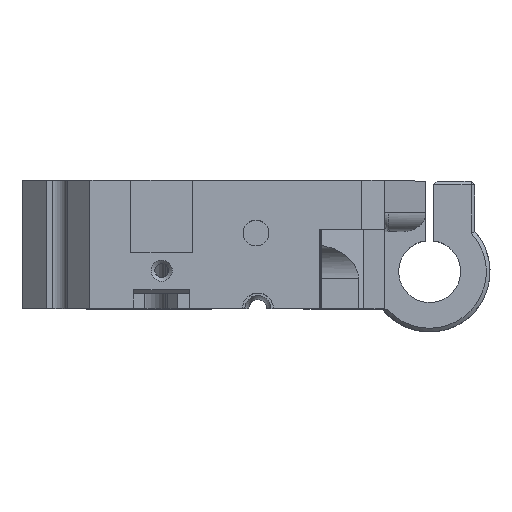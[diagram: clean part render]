
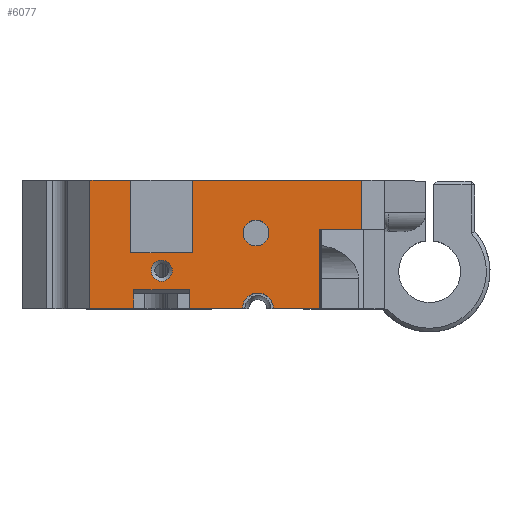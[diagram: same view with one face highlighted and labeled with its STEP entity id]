
A CAD part, top view. The second image highlights one B-rep face of the part: STEP entity #6077.
In plain terms, the highlighted planar face has unit normal (0, 0, 1).
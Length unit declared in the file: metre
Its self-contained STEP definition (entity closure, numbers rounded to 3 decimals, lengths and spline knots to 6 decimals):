
#181=LINE('',#8450,#774);
#349=LINE('',#9077,#942);
#375=LINE('',#9146,#968);
#421=LINE('',#9352,#1014);
#424=LINE('',#9357,#1017);
#440=LINE('',#9389,#1033);
#442=LINE('',#9395,#1035);
#443=LINE('',#9396,#1036);
#444=LINE('',#9398,#1037);
#445=LINE('',#9400,#1038);
#446=LINE('',#9404,#1039);
#447=LINE('',#9406,#1040);
#448=LINE('',#9408,#1041);
#449=LINE('',#9410,#1042);
#450=LINE('',#9411,#1043);
#774=VECTOR('',#6852,1.);
#942=VECTOR('',#7260,1.);
#968=VECTOR('',#7304,1.);
#1014=VECTOR('',#7392,1.);
#1017=VECTOR('',#7395,1.);
#1033=VECTOR('',#7415,1.);
#1035=VECTOR('',#7421,1.);
#1036=VECTOR('',#7422,1.);
#1037=VECTOR('',#7423,1.);
#1038=VECTOR('',#7424,1.);
#1039=VECTOR('',#7427,1.);
#1040=VECTOR('',#7428,1.);
#1041=VECTOR('',#7429,1.);
#1042=VECTOR('',#7430,1.);
#1043=VECTOR('',#7431,1.);
#1435=PLANE('',#6489);
#2192=ORIENTED_EDGE('',*,*,#3712,.F.);
#2193=ORIENTED_EDGE('',*,*,#3806,.T.);
#2194=ORIENTED_EDGE('',*,*,#3804,.T.);
#2195=ORIENTED_EDGE('',*,*,#3681,.T.);
#2196=ORIENTED_EDGE('',*,*,#3785,.T.);
#2197=ORIENTED_EDGE('',*,*,#3448,.T.);
#2198=ORIENTED_EDGE('',*,*,#3807,.F.);
#2199=ORIENTED_EDGE('',*,*,#3711,.T.);
#2200=ORIENTED_EDGE('',*,*,#3808,.F.);
#2201=ORIENTED_EDGE('',*,*,#3809,.T.);
#2202=ORIENTED_EDGE('',*,*,#3810,.F.);
#2203=ORIENTED_EDGE('',*,*,#3811,.T.);
#2204=ORIENTED_EDGE('',*,*,#3812,.F.);
#2205=ORIENTED_EDGE('',*,*,#3813,.F.);
#2206=ORIENTED_EDGE('',*,*,#3814,.F.);
#2207=ORIENTED_EDGE('',*,*,#3815,.F.);
#2208=ORIENTED_EDGE('',*,*,#3788,.T.);
#2209=ORIENTED_EDGE('',*,*,#3816,.T.);
#3448=EDGE_CURVE('',#4345,#4348,#181,.T.);
#3681=EDGE_CURVE('',#4522,#4520,#349,.T.);
#3711=EDGE_CURVE('',#4541,#4544,#375,.T.);
#3712=EDGE_CURVE('',#4545,#4545,#4991,.T.);
#3785=EDGE_CURVE('',#4520,#4345,#421,.T.);
#3788=EDGE_CURVE('',#4608,#4607,#424,.T.);
#3804=EDGE_CURVE('',#4622,#4522,#440,.T.);
#3806=EDGE_CURVE('',#4623,#4623,#5003,.T.);
#3807=EDGE_CURVE('',#4541,#4348,#442,.T.);
#3808=EDGE_CURVE('',#4624,#4544,#443,.T.);
#3809=EDGE_CURVE('',#4624,#4625,#444,.T.);
#3810=EDGE_CURVE('',#4626,#4625,#445,.T.);
#3811=EDGE_CURVE('',#4626,#4627,#5004,.T.);
#3812=EDGE_CURVE('',#4628,#4627,#446,.T.);
#3813=EDGE_CURVE('',#4629,#4628,#447,.T.);
#3814=EDGE_CURVE('',#4630,#4629,#448,.T.);
#3815=EDGE_CURVE('',#4608,#4630,#449,.T.);
#3816=EDGE_CURVE('',#4607,#4622,#450,.T.);
#4345=VERTEX_POINT('',#8444);
#4348=VERTEX_POINT('',#8449);
#4520=VERTEX_POINT('',#9075);
#4522=VERTEX_POINT('',#9078);
#4541=VERTEX_POINT('',#9139);
#4544=VERTEX_POINT('',#9145);
#4545=VERTEX_POINT('',#9149);
#4607=VERTEX_POINT('',#9356);
#4608=VERTEX_POINT('',#9358);
#4622=VERTEX_POINT('',#9390);
#4623=VERTEX_POINT('',#9394);
#4624=VERTEX_POINT('',#9397);
#4625=VERTEX_POINT('',#9399);
#4626=VERTEX_POINT('',#9401);
#4627=VERTEX_POINT('',#9403);
#4628=VERTEX_POINT('',#9405);
#4629=VERTEX_POINT('',#9407);
#4630=VERTEX_POINT('',#9409);
#4991=CIRCLE('',#6467,0.0014);
#5003=CIRCLE('',#6490,0.0017);
#5004=CIRCLE('',#6491,0.00205);
#5252=EDGE_LOOP('',(#2192));
#5253=EDGE_LOOP('',(#2193));
#5254=EDGE_LOOP('',(#2194,#2195,#2196,#2197,#2198,#2199,#2200,#2201,#2202,
#2203,#2204,#2205,#2206,#2207,#2208,#2209));
#5667=FACE_BOUND('',#5252,.T.);
#5668=FACE_BOUND('',#5253,.T.);
#5669=FACE_BOUND('',#5254,.T.);
#6077=ADVANCED_FACE('',(#5667,#5668,#5669),#1435,.T.);
#6467=AXIS2_PLACEMENT_3D('',#9148,#7307,#7308);
#6489=AXIS2_PLACEMENT_3D('',#9392,#7417,#7418);
#6490=AXIS2_PLACEMENT_3D('',#9393,#7419,#7420);
#6491=AXIS2_PLACEMENT_3D('',#9402,#7425,#7426);
#6852=DIRECTION('',(0.,-1.,0.));
#7260=DIRECTION('',(0.,1.,0.));
#7304=DIRECTION('',(0.,1.,0.));
#7307=DIRECTION('',(0.,0.,1.));
#7308=DIRECTION('',(1.,0.,0.));
#7392=DIRECTION('',(-1.,0.,0.));
#7395=DIRECTION('',(-1.,0.,0.));
#7415=DIRECTION('',(-1.,0.,0.));
#7417=DIRECTION('',(0.,0.,1.));
#7418=DIRECTION('',(-1.,0.,0.));
#7419=DIRECTION('',(0.,0.,-1.));
#7420=DIRECTION('',(1.,0.,0.));
#7421=DIRECTION('',(-1.,0.,0.));
#7422=DIRECTION('',(-1.,0.,0.));
#7423=DIRECTION('',(0.,-1.,0.));
#7424=DIRECTION('',(-1.,0.,0.));
#7425=DIRECTION('',(0.,0.,-1.));
#7426=DIRECTION('',(-1.,0.,0.));
#7427=DIRECTION('',(-1.,0.,0.));
#7428=DIRECTION('',(0.,-1.,0.));
#7429=DIRECTION('',(-1.,0.,0.));
#7430=DIRECTION('',(0.,-1.,0.));
#7431=DIRECTION('',(0.,-1.,0.));
#8444=CARTESIAN_POINT('',(-0.022,0.026665,0.09741));
#8449=CARTESIAN_POINT('',(-0.022,0.009665,0.09741));
#8450=CARTESIAN_POINT('',(-0.022,0.026665,0.09741));
#9075=CARTESIAN_POINT('',(-0.0166,0.026665,0.09741));
#9077=CARTESIAN_POINT('',(-0.0166,0.021865,0.09741));
#9078=CARTESIAN_POINT('',(-0.0166,0.017065,0.09741));
#9139=CARTESIAN_POINT('',(-0.0162,0.009665,0.09741));
#9145=CARTESIAN_POINT('',(-0.0162,0.012165,0.09741));
#9146=CARTESIAN_POINT('',(-0.0162,0.018165,0.09741));
#9148=CARTESIAN_POINT('',(-0.0125,0.014665,0.09741));
#9149=CARTESIAN_POINT('',(-0.0111,0.014665,0.09741));
#9352=CARTESIAN_POINT('',(0.014,0.026665,0.09741));
#9356=CARTESIAN_POINT('',(-0.0084,0.026665,0.09741));
#9357=CARTESIAN_POINT('',(0.014,0.026665,0.09741));
#9358=CARTESIAN_POINT('',(0.014,0.026665,0.09741));
#9389=CARTESIAN_POINT('',(0.0028,0.017065,0.09741));
#9390=CARTESIAN_POINT('',(-0.0084,0.017065,0.09741));
#9392=CARTESIAN_POINT('',(0.014,0.026665,0.09741));
#9393=CARTESIAN_POINT('',(0.,0.019655,0.09741));
#9394=CARTESIAN_POINT('',(0.0017,0.019655,0.09741));
#9395=CARTESIAN_POINT('',(0.014,0.009665,0.09741));
#9396=CARTESIAN_POINT('',(0.000713,0.012165,0.09741));
#9397=CARTESIAN_POINT('',(-0.0088,0.012165,0.09741));
#9398=CARTESIAN_POINT('',(-0.0088,0.018165,0.09741));
#9399=CARTESIAN_POINT('',(-0.0088,0.009665,0.09741));
#9400=CARTESIAN_POINT('',(0.014,0.009665,0.09741));
#9401=CARTESIAN_POINT('',(-0.0018,0.009665,0.09741));
#9402=CARTESIAN_POINT('',(0.00025,0.009655,0.09741));
#9403=CARTESIAN_POINT('',(0.0023,0.009665,0.09741));
#9404=CARTESIAN_POINT('',(0.014,0.009665,0.09741));
#9405=CARTESIAN_POINT('',(0.008426,0.009665,0.09741));
#9406=CARTESIAN_POINT('',(0.008426,0.009665,0.09741));
#9407=CARTESIAN_POINT('',(0.008426,0.020165,0.09741));
#9408=CARTESIAN_POINT('',(0.014,0.020165,0.09741));
#9409=CARTESIAN_POINT('',(0.014,0.020165,0.09741));
#9410=CARTESIAN_POINT('',(0.014,0.026665,0.09741));
#9411=CARTESIAN_POINT('',(-0.0084,0.026728,0.09741));
